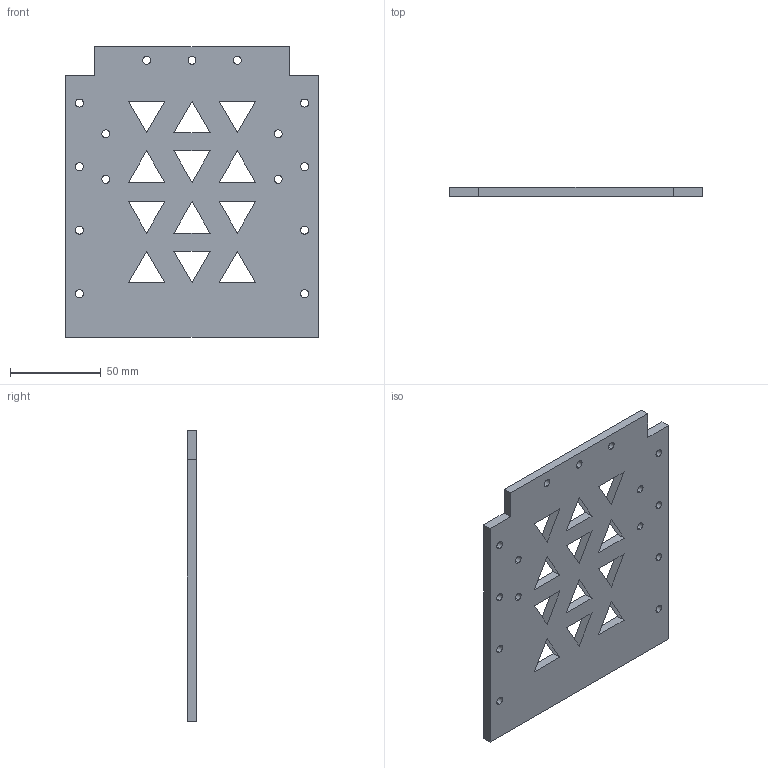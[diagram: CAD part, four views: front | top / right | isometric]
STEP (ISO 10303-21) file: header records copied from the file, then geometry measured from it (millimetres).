
FILE_DESCRIPTION (( 'STEP AP214' ), '1' );
FILE_NAME ('baseplateseperate.STEP', '2025-06-19T20:17:32', ( '' ), ( '' ), 'SwSTEP 2.0', 'SolidWorks 2024', '' );
FILE_SCHEMA (( 'AUTOMOTIVE_DESIGN' ));
Length unit declared in the file: millimetre
Products named in the file (1): baseplateseperate
Bounding box: 139 x 5 x 160 mm (x, y, z)
Volume: 97107.3 mm3; surface area: 46469.6 mm2
Topology: 1 solids, 1 shells, 76 faces, 222 edges, 148 vertices
Faces by surface type: plane 46, cylinder 30
Entity records: 2657 total; most frequent: CARTESIAN_POINT 447, ORIENTED_EDGE 444, DIRECTION 436, EDGE_CURVE 222, LINE 162, VECTOR 162, VERTEX_POINT 148, AXIS2_PLACEMENT_3D 137
